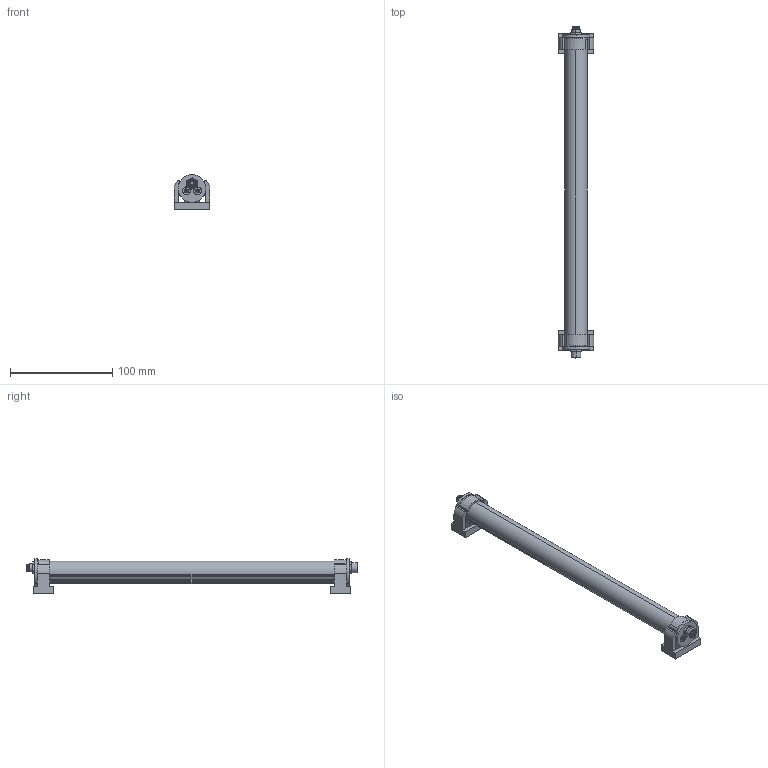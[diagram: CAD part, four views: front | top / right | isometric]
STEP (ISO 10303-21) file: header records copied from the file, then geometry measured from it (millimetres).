
FILE_DESCRIPTION(('CATIA V5 STEP Exchange','CAx-IF Rec.Pracs.--- Model Styling and Organization---1.5--- 2016-08-15','CAx-IF Rec.Pracs.---Supplemental Geometry---1.0---2011-11-01','CAx-IF Rec.Pracs.--- Composite Materials ---1.1---2010-07-15'),'2;1');
FILE_NAME ('1483046-1_0', '2025-08-18T08:16:07+00:00', ('none'), ('Weidmueller'), 'CATIA Version 5-6 Release 2024 SP4', 'CATIA V5 STEP AP214 v3', 'none');
FILE_SCHEMA(('AUTOMOTIVE_DESIGN { 1 0 10303 214 1 1 1 1 }'));
Length unit declared in the file: millimetre
Products named in the file (1): 2899700000
Bounding box: 35 x 324.04 x 34.07 mm (x, y, z)
Volume: 127970.5 mm3; surface area: 35583.9 mm2
Topology: 1 solids, 1 shells, 677 faces, 2031 edges, 1341 vertices
Faces by surface type: cylinder 254, cone 190, plane 171, bspline 36, sphere 16, torus 10
Entity records: 27334 total; most frequent: CARTESIAN_POINT 10310, ORIENTED_EDGE 4014, DIRECTION 2474, EDGE_CURVE 2007, VERTEX_POINT 1341, AXIS2_PLACEMENT_3D 1159, B_SPLINE_CURVE_WITH_KNOTS 767, EDGE_LOOP 710
